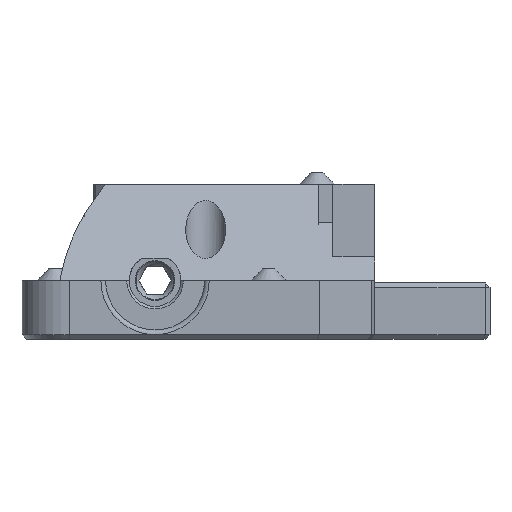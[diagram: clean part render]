
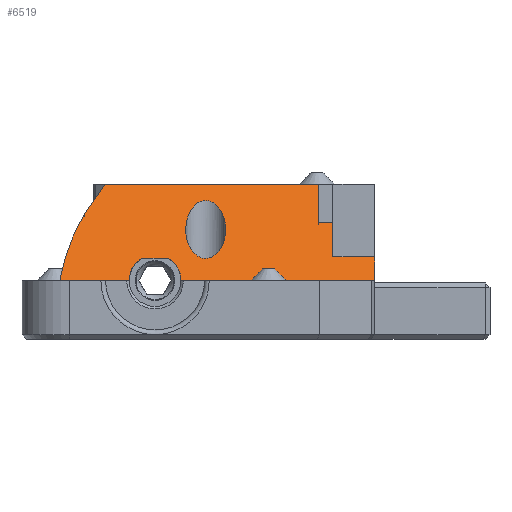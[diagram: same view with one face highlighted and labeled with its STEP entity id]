
A CAD part, front view. The second image highlights one B-rep face of the part: STEP entity #6519.
In plain terms, the highlighted planar face has unit normal (0, -0.823, 0.569).
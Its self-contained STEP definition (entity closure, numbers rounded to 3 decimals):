
#100=ELLIPSE('',#6716,16.75,9.523);
#103=ELLIPSE('',#6925,2.99,1.7);
#104=ELLIPSE('',#6984,2.674,2.2);
#105=ELLIPSE('',#6985,2.674,2.2);
#277=FACE_BOUND('',#1192,.T.);
#811=FACE_OUTER_BOUND('',#1191,.T.);
#1191=EDGE_LOOP('',(#5910,#5911,#5912,#5913,#5914,#5915,#5916,#5917,#5918,
#5919,#5920,#5921,#5922));
#1192=EDGE_LOOP('',(#5923));
#1198=LINE('',#8773,#1847);
#1205=LINE('',#8786,#1854);
#1224=LINE('',#8831,#1873);
#1388=LINE('',#9931,#2037);
#1404=LINE('',#9977,#2053);
#1554=LINE('',#10375,#2203);
#1677=LINE('',#10766,#2326);
#1789=LINE('',#11340,#2438);
#1814=LINE('',#11548,#2463);
#1816=LINE('',#11553,#2465);
#1847=VECTOR('',#7068,10.);
#1854=VECTOR('',#7077,10.);
#1873=VECTOR('',#7116,10.);
#2037=VECTOR('',#7384,10.);
#2053=VECTOR('',#7416,10.);
#2203=VECTOR('',#7780,10.);
#2326=VECTOR('',#8173,10.);
#2438=VECTOR('',#8513,10.);
#2463=VECTOR('',#8652,10.);
#2465=VECTOR('',#8660,10.);
#2496=VERTEX_POINT('',#8770);
#2497=VERTEX_POINT('',#8772);
#2502=VERTEX_POINT('',#8784);
#2517=VERTEX_POINT('',#8828);
#2518=VERTEX_POINT('',#8830);
#2681=VERTEX_POINT('',#9928);
#2682=VERTEX_POINT('',#9930);
#2700=VERTEX_POINT('',#9975);
#2837=VERTEX_POINT('',#10373);
#2839=VERTEX_POINT('',#10379);
#2949=VERTEX_POINT('',#10764);
#2950=VERTEX_POINT('',#10765);
#3014=VERTEX_POINT('',#10997);
#3045=VERTEX_POINT('',#11338);
#3093=EDGE_CURVE('',#2497,#2496,#1198,.T.);
#3100=EDGE_CURVE('',#2496,#2502,#1205,.T.);
#3122=EDGE_CURVE('',#2518,#2517,#1224,.T.);
#3363=EDGE_CURVE('',#2682,#2681,#1388,.T.);
#3385=EDGE_CURVE('',#2700,#2681,#1404,.T.);
#3585=EDGE_CURVE('',#2517,#2837,#1554,.T.);
#3588=EDGE_CURVE('',#2837,#2839,#100,.T.);
#3770=EDGE_CURVE('',#2949,#2950,#1677,.T.);
#3886=EDGE_CURVE('',#3014,#3014,#103,.T.);
#3937=EDGE_CURVE('',#2839,#3045,#1789,.T.);
#3955=EDGE_CURVE('',#2950,#2682,#104,.T.);
#3956=EDGE_CURVE('',#3045,#2949,#105,.T.);
#3994=EDGE_CURVE('',#2700,#2497,#1814,.T.);
#3996=EDGE_CURVE('',#2502,#2518,#1816,.T.);
#5910=ORIENTED_EDGE('',*,*,#3093,.T.);
#5911=ORIENTED_EDGE('',*,*,#3100,.T.);
#5912=ORIENTED_EDGE('',*,*,#3996,.T.);
#5913=ORIENTED_EDGE('',*,*,#3122,.T.);
#5914=ORIENTED_EDGE('',*,*,#3585,.T.);
#5915=ORIENTED_EDGE('',*,*,#3588,.T.);
#5916=ORIENTED_EDGE('',*,*,#3937,.T.);
#5917=ORIENTED_EDGE('',*,*,#3956,.T.);
#5918=ORIENTED_EDGE('',*,*,#3770,.T.);
#5919=ORIENTED_EDGE('',*,*,#3955,.T.);
#5920=ORIENTED_EDGE('',*,*,#3363,.T.);
#5921=ORIENTED_EDGE('',*,*,#3385,.F.);
#5922=ORIENTED_EDGE('',*,*,#3994,.T.);
#5923=ORIENTED_EDGE('',*,*,#3886,.T.);
#6162=PLANE('',#7058);
#6519=ADVANCED_FACE('',(#811,#277),#6162,.T.);
#6716=AXIS2_PLACEMENT_3D('',#10381,#7786,#7787);
#6925=AXIS2_PLACEMENT_3D('',#10999,#8418,#8419);
#6984=AXIS2_PLACEMENT_3D('',#11397,#8560,#8561);
#6985=AXIS2_PLACEMENT_3D('',#11398,#8562,#8563);
#7058=AXIS2_PLACEMENT_3D('',#11627,#8757,#8758);
#7068=DIRECTION('',(0.,0.569,0.823));
#7077=DIRECTION('',(-1.,0.,0.));
#7116=DIRECTION('',(-1.,0.,0.));
#7384=DIRECTION('',(1.,0.,0.));
#7416=DIRECTION('',(0.,-0.569,-0.823));
#7780=DIRECTION('',(-0.494,-0.494,-0.715));
#7786=DIRECTION('center_axis',(0.,-0.823,0.569));
#7787=DIRECTION('ref_axis',(0.,-0.569,-0.823));
#8173=DIRECTION('',(1.,0.,0.));
#8418=DIRECTION('center_axis',(0.,0.823,-0.569));
#8419=DIRECTION('ref_axis',(0.,0.569,0.823));
#8513=DIRECTION('',(1.,0.,0.));
#8560=DIRECTION('center_axis',(0.,0.823,-0.569));
#8561=DIRECTION('ref_axis',(0.,0.569,0.823));
#8562=DIRECTION('center_axis',(0.,0.823,-0.569));
#8563=DIRECTION('ref_axis',(0.,0.569,0.823));
#8652=DIRECTION('',(-1.,0.,0.));
#8660=DIRECTION('',(0.,0.569,0.823));
#8757=DIRECTION('center_axis',(0.,-0.823,0.569));
#8758=DIRECTION('ref_axis',(0.,-0.569,-0.823));
#8770=CARTESIAN_POINT('',(15.1,-10.565,4.971));
#8772=CARTESIAN_POINT('',(15.1,-12.611,2.01));
#8773=CARTESIAN_POINT('',(15.1,-8.948,7.31));
#8784=CARTESIAN_POINT('',(13.852,-10.565,4.971));
#8786=CARTESIAN_POINT('',(7.65,-10.565,4.971));
#8828=CARTESIAN_POINT('',(-4.247,-8.354,8.17));
#8830=CARTESIAN_POINT('',(13.852,-8.354,8.17));
#8831=CARTESIAN_POINT('',(-1.946,-8.354,8.17));
#9928=CARTESIAN_POINT('',(18.65,-14.,0.));
#9930=CARTESIAN_POINT('',(2.2,-14.,0.));
#9931=CARTESIAN_POINT('',(0.,-14.,0.));
#9975=CARTESIAN_POINT('',(18.65,-12.611,2.01));
#9977=CARTESIAN_POINT('',(18.65,-8.149,8.466));
#10373=CARTESIAN_POINT('',(-5.966,-10.074,5.682));
#10375=CARTESIAN_POINT('',(-6.081,-10.188,5.516));
#10379=CARTESIAN_POINT('',(-8.092,-14.,0.));
#10381=CARTESIAN_POINT('Origin',(1.111,-16.444,-3.537));
#10764=CARTESIAN_POINT('',(-1.141,-12.7,1.881));
#10765=CARTESIAN_POINT('',(1.141,-12.7,1.881));
#10766=CARTESIAN_POINT('',(1.1,-12.7,1.881));
#10997=CARTESIAN_POINT('',(2.6,-11.,4.341));
#10999=CARTESIAN_POINT('Origin',(4.3,-11.,4.341));
#11338=CARTESIAN_POINT('',(-2.2,-14.,0.));
#11340=CARTESIAN_POINT('',(0.,-14.,0.));
#11397=CARTESIAN_POINT('Origin',(0.,-14.,0.));
#11398=CARTESIAN_POINT('Origin',(0.,-14.,0.));
#11548=CARTESIAN_POINT('',(7.65,-12.611,2.01));
#11553=CARTESIAN_POINT('',(13.852,-7.981,8.709));
#11627=CARTESIAN_POINT('Origin',(0.,-8.,8.682));
